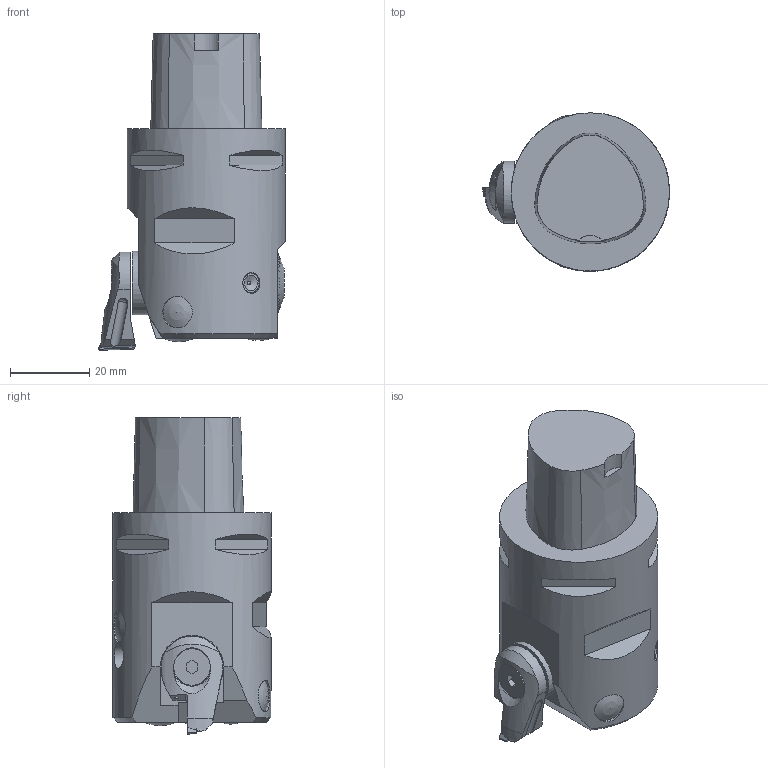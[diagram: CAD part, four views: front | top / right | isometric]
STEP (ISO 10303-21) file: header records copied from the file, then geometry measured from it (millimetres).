
FILE_DESCRIPTION(/* description */ (''),/* implementation_level */ '2;1');
FILE_NAME(/* name */ '1566907815002.stp',/* time_stamp */ '2019-08-27T14:10:21+02:00',/* author */ (''),/* organization */ ('SMS'),/* preprocessor_version */ 'ST-DEVELOPER v16.7',/* originating_system */ 'SIEMENS PLM Software NX 12.0',/* authorisation */ '');
FILE_SCHEMA (('AUTOMOTIVE_DESIGN { 1 0 10303 214 3 1 1 1 }'));
Length unit declared in the file: millimetre
Products named in the file (7): IsoTurningInsert; ASSEMBLY_CONSTRUCTION; 202217155mod000_00; 111166040mod000_01; 111169188mod000_01; 111165169mod000_01
Assembly tree (6 placements, depth 3):
  111165169mod000_01
    111166040mod000_01
    111169188mod000_01
      202217155mod000_00
      ASSEMBLY_CONSTRUCTION
      IsoTurningInsert
    ASSEMBLY_CONSTRUCTION
Bounding box: 47.25 x 40 x 80 mm (x, y, z)
Volume: 6185.3 mm3; surface area: 15557.8 mm2
Topology: 9 solids, 10 shells, 436 faces, 1223 edges, 824 vertices
Faces by surface type: plane 303, cone 78, cylinder 36, sphere 14, torus 4, bspline 1
Full cylindrical faces by diameter (mm): 1 x2, 2 x1, 2.5 x2, 3.1 x1, 3.6 x1, 5 x1, 5.015 x3, 5.25 x1, 6 x1, 6.1 x1, 7.54 x1, 8.015 x1, 8.018 x1, 9.2 x1, 16 x2, 40 x1
Entity records: 14239 total; most frequent: CARTESIAN_POINT 3565, ORIENTED_EDGE 2244, DIRECTION 1984, EDGE_CURVE 1122, VERTEX_POINT 767, AXIS2_PLACEMENT_3D 700, LINE 584, VECTOR 584
